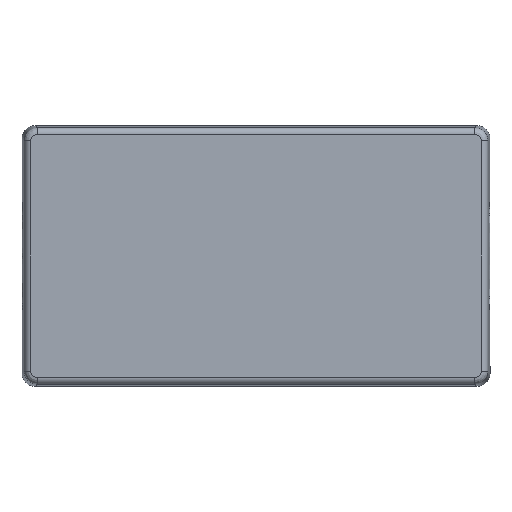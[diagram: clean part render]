
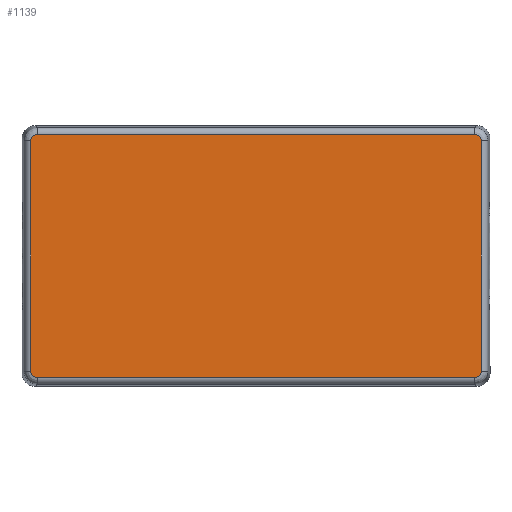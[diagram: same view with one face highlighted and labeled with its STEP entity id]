
A CAD part, front view. The second image highlights one B-rep face of the part: STEP entity #1139.
In plain terms, the highlighted planar face has unit normal (0, -1, 0).
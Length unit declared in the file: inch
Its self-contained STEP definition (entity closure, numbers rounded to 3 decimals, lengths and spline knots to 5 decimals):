
#954 = VERTEX_POINT ( 'NONE', #1709 ) ;
#1072 = ORIENTED_EDGE ( 'NONE', *, *, #1073, .T. ) ;
#1073 = EDGE_CURVE ( 'NONE', #954, #1074, #2101, .T. ) ;
#1074 = VERTEX_POINT ( 'NONE', #2010 ) ;
#1075 = ORIENTED_EDGE ( 'NONE', *, *, #1076, .T. ) ;
#1076 = EDGE_CURVE ( 'NONE', #1074, #1077, #2032, .T. ) ;
#1077 = VERTEX_POINT ( 'NONE', #2028 ) ;
#1078 = ORIENTED_EDGE ( 'NONE', *, *, #1079, .T. ) ;
#1079 = EDGE_CURVE ( 'NONE', #1077, #1080, #2025, .T. ) ;
#1080 = VERTEX_POINT ( 'NONE', #2027 ) ;
#1086 = ORIENTED_EDGE ( 'NONE', *, *, #1087, .T. ) ;
#1087 = EDGE_CURVE ( 'NONE', #1080, #1088, #1996, .T. ) ;
#1088 = VERTEX_POINT ( 'NONE', #1992 ) ;
#1089 = ORIENTED_EDGE ( 'NONE', *, *, #1090, .T. ) ;
#1090 = EDGE_CURVE ( 'NONE', #1088, #1143, #1989, .T. ) ;
#1139 = ADVANCED_FACE ( 'NONE', ( #2118 ), #2039, .F. ) ;
#1140 = EDGE_LOOP ( 'NONE', ( #1141, #1145, #1148, #1072, #1075, #1078, #1086, #1089 ) ) ;
#1141 = ORIENTED_EDGE ( 'NONE', *, *, #1142, .T. ) ;
#1142 = EDGE_CURVE ( 'NONE', #1143, #1144, #2262, .T. ) ;
#1143 = VERTEX_POINT ( 'NONE', #2257 ) ;
#1144 = VERTEX_POINT ( 'NONE', #2258 ) ;
#1145 = ORIENTED_EDGE ( 'NONE', *, *, #1146, .T. ) ;
#1146 = EDGE_CURVE ( 'NONE', #1144, #1147, #2194, .T. ) ;
#1147 = VERTEX_POINT ( 'NONE', #2196 ) ;
#1148 = ORIENTED_EDGE ( 'NONE', *, *, #1149, .T. ) ;
#1149 = EDGE_CURVE ( 'NONE', #1147, #954, #2195, .T. ) ;
#1709 = CARTESIAN_POINT ( 'NONE',  ( -7.82973, 0., -5.50786 ) ) ;
#1870 = CARTESIAN_POINT ( 'NONE',  ( 9.648, 0., 3.79 ) ) ;
#1985 = CARTESIAN_POINT ( 'NONE',  ( 9.15586, 0., 3.54773 ) ) ;
#1986 = CARTESIAN_POINT ( 'NONE',  ( 9.30226, 0., 3.54773 ) ) ;
#1987 = CARTESIAN_POINT ( 'NONE',  ( 9.40573, 0., 3.44426 ) ) ;
#1988 = CARTESIAN_POINT ( 'NONE',  ( 9.40573, 0., 3.29786 ) ) ;
#1989 =( BOUNDED_CURVE ( )  B_SPLINE_CURVE ( 3, ( #1988, #1987, #1986, #1985 ),
 .UNSPECIFIED., .F., .T. ) 
 B_SPLINE_CURVE_WITH_KNOTS ( ( 4, 4 ),
 ( 2.35669, 3.9265 ),
 .UNSPECIFIED. ) 
 CURVE ( )  GEOMETRIC_REPRESENTATION_ITEM ( )  RATIONAL_B_SPLINE_CURVE ( ( 1., 0.805, 0.805, 1. ) ) 
 REPRESENTATION_ITEM ( '' )  );
#1992 = CARTESIAN_POINT ( 'NONE',  ( 9.40573, 0., 3.29786 ) ) ;
#1993 = DIRECTION ( 'NONE',  ( 0., 0., 1. ) ) ;
#1994 = VECTOR ( 'NONE', #1993, 39.37008 ) ;
#1995 = CARTESIAN_POINT ( 'NONE',  ( 9.40573, 0., 3.79 ) ) ;
#1996 = LINE ( 'NONE', #1995, #1994 ) ;
#2007 = CARTESIAN_POINT ( 'NONE',  ( -7.72626, 0., -5.75773 ) ) ;
#2008 = CARTESIAN_POINT ( 'NONE',  ( -7.82973, 0., -5.65426 ) ) ;
#2009 = CARTESIAN_POINT ( 'NONE',  ( -7.82973, 0., -5.50786 ) ) ;
#2010 = CARTESIAN_POINT ( 'NONE',  ( -7.57986, 0., -5.75773 ) ) ;
#2021 = CARTESIAN_POINT ( 'NONE',  ( 9.40573, 0., -5.50786 ) ) ;
#2022 = CARTESIAN_POINT ( 'NONE',  ( 9.40573, 0., -5.65426 ) ) ;
#2023 = CARTESIAN_POINT ( 'NONE',  ( 9.30226, 0., -5.75773 ) ) ;
#2024 = CARTESIAN_POINT ( 'NONE',  ( 9.15586, 0., -5.75773 ) ) ;
#2025 =( BOUNDED_CURVE ( )  B_SPLINE_CURVE ( 3, ( #2024, #2023, #2022, #2021 ),
 .UNSPECIFIED., .F., .T. ) 
 B_SPLINE_CURVE_WITH_KNOTS ( ( 4, 4 ),
 ( 2.35669, 3.9265 ),
 .UNSPECIFIED. ) 
 CURVE ( )  GEOMETRIC_REPRESENTATION_ITEM ( )  RATIONAL_B_SPLINE_CURVE ( ( 1., 0.805, 0.805, 1. ) ) 
 REPRESENTATION_ITEM ( '' )  );
#2027 = CARTESIAN_POINT ( 'NONE',  ( 9.40573, 0., -5.50786 ) ) ;
#2028 = CARTESIAN_POINT ( 'NONE',  ( 9.15586, 0., -5.75773 ) ) ;
#2029 = DIRECTION ( 'NONE',  ( 1., 0., 0. ) ) ;
#2030 = VECTOR ( 'NONE', #2029, 39.37008 ) ;
#2031 = CARTESIAN_POINT ( 'NONE',  ( 9.648, 0., -5.75773 ) ) ;
#2032 = LINE ( 'NONE', #2031, #2030 ) ;
#2033 = CARTESIAN_POINT ( 'NONE',  ( -7.57986, 0., -5.75773 ) ) ;
#2039 = PLANE ( 'NONE',  #2117 ) ;
#2101 =( BOUNDED_CURVE ( )  B_SPLINE_CURVE ( 3, ( #2009, #2008, #2007, #2033 ),
 .UNSPECIFIED., .F., .T. ) 
 B_SPLINE_CURVE_WITH_KNOTS ( ( 4, 4 ),
 ( 2.35669, 3.9265 ),
 .UNSPECIFIED. ) 
 CURVE ( )  GEOMETRIC_REPRESENTATION_ITEM ( )  RATIONAL_B_SPLINE_CURVE ( ( 1., 0.805, 0.805, 1. ) ) 
 REPRESENTATION_ITEM ( '' )  );
#2117 = AXIS2_PLACEMENT_3D ( 'NONE', #1870, #2264, #2263 ) ;
#2118 = FACE_OUTER_BOUND ( 'NONE', #1140, .T. ) ;
#2187 = DIRECTION ( 'NONE',  ( 0., 0., -1. ) ) ;
#2188 = VECTOR ( 'NONE', #2187, 39.37008 ) ;
#2189 = CARTESIAN_POINT ( 'NONE',  ( -7.82973, 0., 3.79 ) ) ;
#2190 = CARTESIAN_POINT ( 'NONE',  ( -7.82973, 0., 3.29786 ) ) ;
#2191 = CARTESIAN_POINT ( 'NONE',  ( -7.82973, 0., 3.44426 ) ) ;
#2192 = CARTESIAN_POINT ( 'NONE',  ( -7.72626, 0., 3.54773 ) ) ;
#2193 = CARTESIAN_POINT ( 'NONE',  ( -7.57986, 0., 3.54773 ) ) ;
#2194 =( BOUNDED_CURVE ( )  B_SPLINE_CURVE ( 3, ( #2193, #2192, #2191, #2190 ),
 .UNSPECIFIED., .F., .T. ) 
 B_SPLINE_CURVE_WITH_KNOTS ( ( 4, 4 ),
 ( 2.35669, 3.9265 ),
 .UNSPECIFIED. ) 
 CURVE ( )  GEOMETRIC_REPRESENTATION_ITEM ( )  RATIONAL_B_SPLINE_CURVE ( ( 1., 0.805, 0.805, 1. ) ) 
 REPRESENTATION_ITEM ( '' )  );
#2195 = LINE ( 'NONE', #2189, #2188 ) ;
#2196 = CARTESIAN_POINT ( 'NONE',  ( -7.82973, 0., 3.29786 ) ) ;
#2257 = CARTESIAN_POINT ( 'NONE',  ( 9.15586, 0., 3.54773 ) ) ;
#2258 = CARTESIAN_POINT ( 'NONE',  ( -7.57986, 0., 3.54773 ) ) ;
#2259 = DIRECTION ( 'NONE',  ( -1., 0., 0. ) ) ;
#2260 = VECTOR ( 'NONE', #2259, 39.37008 ) ;
#2261 = CARTESIAN_POINT ( 'NONE',  ( 9.648, 0., 3.54773 ) ) ;
#2262 = LINE ( 'NONE', #2261, #2260 ) ;
#2263 = DIRECTION ( 'NONE',  ( 0., 0., 1. ) ) ;
#2264 = DIRECTION ( 'NONE',  ( 0., 1., 0. ) ) ;
